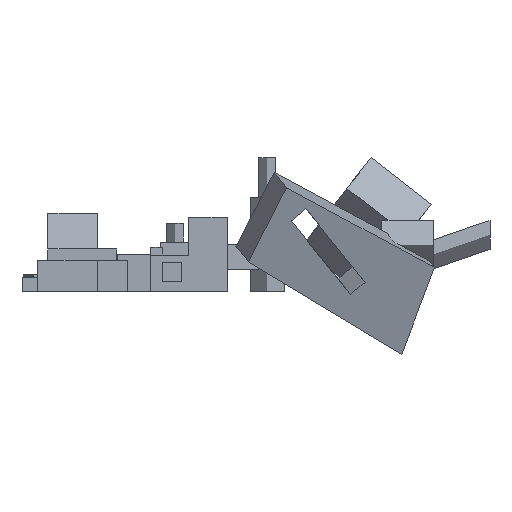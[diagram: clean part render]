
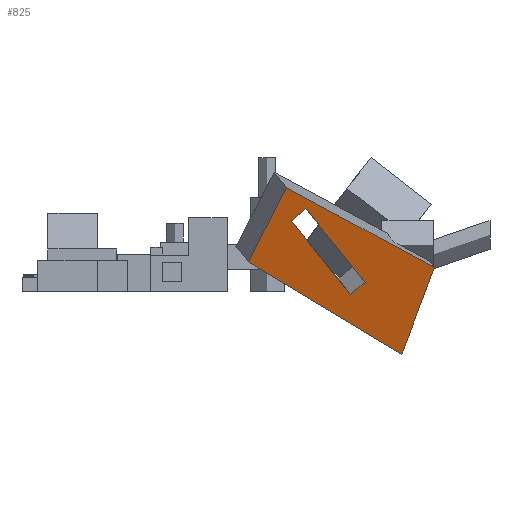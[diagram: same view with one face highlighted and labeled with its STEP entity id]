
A CAD part, left-side view. The second image highlights one B-rep face of the part: STEP entity #825.
In plain terms, the highlighted planar face has unit normal (-0.883, -0.295, -0.365).
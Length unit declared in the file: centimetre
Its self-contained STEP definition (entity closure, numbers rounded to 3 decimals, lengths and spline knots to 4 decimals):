
#825=ADVANCED_FACE('0:139',(#1094,#1095),#1096,.F.);
#1094=FACE_OUTER_BOUND('',#1428,.T.);
#1095=FACE_BOUND('',#1429,.T.);
#1096=PLANE('',#1430);
#1428=EDGE_LOOP('',(#1793,#1794,#1795,#1796));
#1429=EDGE_LOOP('',(#1797,#1798,#1799,#1800));
#1430=AXIS2_PLACEMENT_3D('',#1801,#1802,#1803);
#1793=ORIENTED_EDGE('',*,*,#2840,.F.);
#1794=ORIENTED_EDGE('',*,*,#2841,.F.);
#1795=ORIENTED_EDGE('',*,*,#2842,.F.);
#1796=ORIENTED_EDGE('',*,*,#2843,.T.);
#1797=ORIENTED_EDGE('',*,*,#2820,.F.);
#1798=ORIENTED_EDGE('',*,*,#2828,.F.);
#1799=ORIENTED_EDGE('',*,*,#2824,.F.);
#1800=ORIENTED_EDGE('',*,*,#2830,.F.);
#1801=CARTESIAN_POINT('',(-1.3155,-1.6763,-2.5444));
#1802=DIRECTION('',(0.883,0.295,0.365));
#1803=DIRECTION('',(0.0,-0.777,0.629));
#2820=EDGE_CURVE('0:47',#3148,#3149,#3150,.T.);
#2824=EDGE_CURVE('0:180',#3156,#3157,#3158,.T.);
#2828=EDGE_CURVE('0:192',#3157,#3148,#3164,.T.);
#2830=EDGE_CURVE('0:198',#3149,#3156,#3166,.T.);
#2840=EDGE_CURVE('0:228',#3182,#3183,#3184,.T.);
#2841=EDGE_CURVE('0:231',#3185,#3182,#3186,.T.);
#2842=EDGE_CURVE('0:234',#3187,#3185,#3188,.T.);
#2843=EDGE_CURVE('0:237',#3187,#3183,#3189,.T.);
#3148=VERTEX_POINT('',#3676);
#3149=VERTEX_POINT('',#3677);
#3150=LINE('',#3678,#3679);
#3156=VERTEX_POINT('',#3688);
#3157=VERTEX_POINT('',#3689);
#3158=LINE('',#3690,#3691);
#3164=LINE('',#3700,#3701);
#3166=LINE('',#3704,#3705);
#3182=VERTEX_POINT('',#3730);
#3183=VERTEX_POINT('',#3731);
#3184=LINE('',#3732,#3733);
#3185=VERTEX_POINT('',#3734);
#3186=LINE('',#3735,#3736);
#3187=VERTEX_POINT('',#3737);
#3188=LINE('',#3738,#3739);
#3189=LINE('',#3740,#3741);
#3676=CARTESIAN_POINT('',(-2.7943,-3.0709,2.1637));
#3677=CARTESIAN_POINT('',(-2.7943,-2.6823,1.8491));
#3678=CARTESIAN_POINT('',(-2.7943,-1.4013,0.8117));
#3679=VECTOR('',#4544,0.);
#3688=CARTESIAN_POINT('',(-1.4798,-4.2382,-0.0722));
#3689=CARTESIAN_POINT('',(-1.4798,-4.6267,0.2424));
#3690=CARTESIAN_POINT('',(-1.4798,-2.7434,-1.2826));
#3691=VECTOR('',#4548,0.);
#3700=CARTESIAN_POINT('',(-1.7263,-4.335,0.6027));
#3701=VECTOR('',#4552,0.);
#3704=CARTESIAN_POINT('',(-1.7263,-3.9464,0.288));
#3705=VECTOR('',#4554,0.);
#3730=CARTESIAN_POINT('',(-1.0338,-6.4394,0.631));
#3731=CARTESIAN_POINT('',(-0.3765,-5.5853,-1.6512));
#3732=CARTESIAN_POINT('',(-1.0338,-6.4394,0.631));
#3733=VECTOR('',#4564,0.);
#3734=CARTESIAN_POINT('',(-3.1934,-2.5623,2.7176));
#3735=CARTESIAN_POINT('',(-1.5502,-5.5123,1.13));
#3736=VECTOR('',#4565,0.);
#3737=CARTESIAN_POINT('',(-2.7239,-1.5636,0.7728));
#3738=CARTESIAN_POINT('',(-2.7239,-1.5636,0.7728));
#3739=VECTOR('',#4566,0.);
#3740=CARTESIAN_POINT('',(-0.7991,-4.8614,-1.2149));
#3741=VECTOR('',#4567,0.);
#4544=DIRECTION('',(0.,0.777,-0.629));
#4548=DIRECTION('',(0.,-0.777,0.629));
#4552=DIRECTION('',(-0.469,0.556,0.686));
#4554=DIRECTION('',(0.469,-0.556,-0.686));
#4564=DIRECTION('',(0.26,0.338,-0.904));
#4565=DIRECTION('',(0.44,-0.791,-0.425));
#4566=DIRECTION('',(-0.21,-0.447,0.87));
#4567=DIRECTION('',(0.447,-0.766,-0.462));
